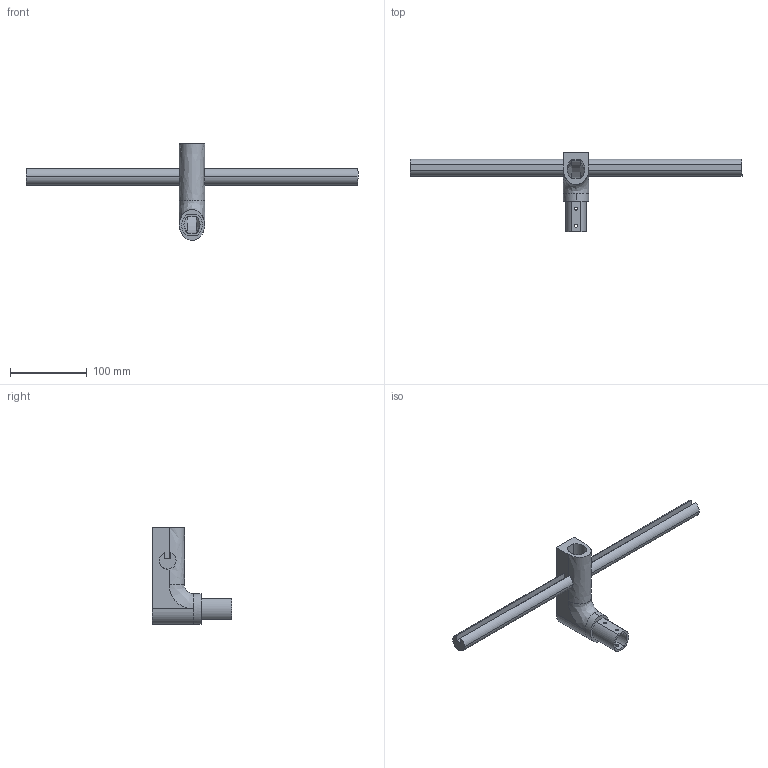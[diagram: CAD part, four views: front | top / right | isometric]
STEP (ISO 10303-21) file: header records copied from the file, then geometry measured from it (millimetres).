
FILE_DESCRIPTION (( 'STEP AP203' ), '1' );
FILE_NAME ('Handlebar_Default_sldprt.STEP', '2022-11-28T13:52:27', ( '' ), ( '' ), 'SwSTEP 2.0', 'SolidWorks 2022', '' );
FILE_SCHEMA (( 'CONFIG_CONTROL_DESIGN' ));
Length unit declared in the file: millimetre
Products named in the file (1): Handlebar_Default_sldprt
Bounding box: 433 x 103.5 x 126 mm (x, y, z)
Volume: 250587.4 mm3; surface area: 72404.5 mm2
Topology: 1 solids, 1 shells, 57 faces, 144 edges, 91 vertices
Faces by surface type: plane 25, cylinder 16, bspline 16
Entity records: 2556 total; most frequent: CARTESIAN_POINT 1191, ORIENTED_EDGE 288, DIRECTION 234, EDGE_CURVE 144, VERTEX_POINT 91, LINE 78, VECTOR 78, AXIS2_PLACEMENT_3D 78
